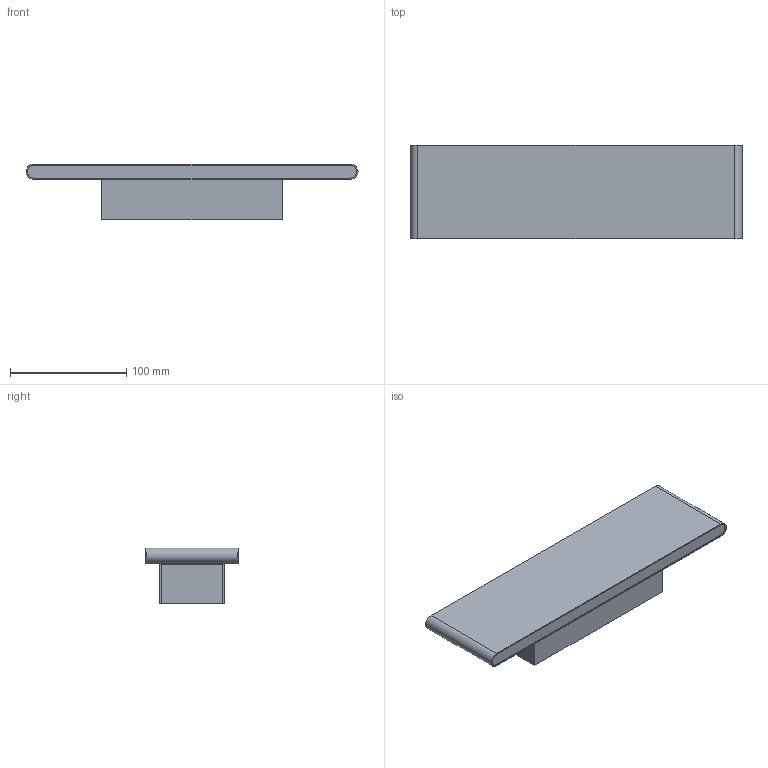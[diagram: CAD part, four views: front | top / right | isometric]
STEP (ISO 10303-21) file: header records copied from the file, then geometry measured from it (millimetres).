
FILE_DESCRIPTION (( 'STEP AP203' ), '1' );
FILE_NAME ('W16010-12W（砂黑）.STEP', '2020-06-05T07:53:26', ( 'icomputer' ), ( '' ), 'SwSTEP 2.0', 'SolidWorks 2016', '' );
FILE_SCHEMA (( 'CONFIG_CONTROL_DESIGN' ));
Length unit declared in the file: millimetre
Products named in the file (1): W16010-12W（砂黑）
Bounding box: 285 x 80 x 48 mm (x, y, z)
Volume: 313472.9 mm3; surface area: 106203.3 mm2
Topology: 3 solids, 3 shells, 68 faces, 169 edges, 110 vertices
Faces by surface type: plane 40, cylinder 24, cone 4
Entity records: 2126 total; most frequent: DIRECTION 363, CARTESIAN_POINT 348, ORIENTED_EDGE 338, EDGE_CURVE 169, AXIS2_PLACEMENT_3D 125, VECTOR 113, LINE 113, VERTEX_POINT 110
